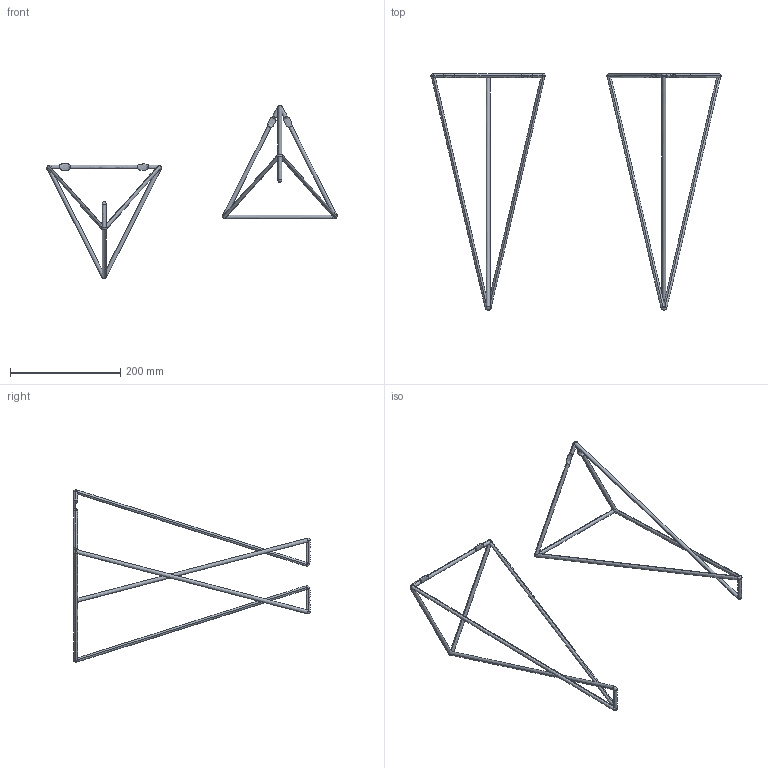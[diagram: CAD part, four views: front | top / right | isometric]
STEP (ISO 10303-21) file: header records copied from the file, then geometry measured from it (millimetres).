
FILE_DESCRIPTION(/* description */ (''),/* implementation_level */ '2;1');
FILE_NAME(/* name */ 'MatinForet_Separe',/* time_stamp */ '2017-08-12T19:57:03+02:00',/* author */ (''),/* organization */ (''),/* preprocessor_version */ 'ST-DEVELOPER v10',/* originating_system */ '',/* authorisation */ '');
FILE_SCHEMA (('CONFIG_CONTROL_DESIGN'));
Length unit declared in the file: centimetre
Products named in the file (1): 1
Bounding box: 525.82 x 428.08 x 313.28 mm (x, y, z)
Volume: 156508 mm3; surface area: 90195.9 mm2
Topology: 6 solids, 6 shells, 72 faces, 138 edges, 74 vertices
Faces by surface type: bspline 64, plane 8
Entity records: 5004 total; most frequent: CARTESIAN_POINT 4166, ORIENTED_EDGE 276, EDGE_CURVE 138, VERTEX_POINT 74, ADVANCED_FACE 72, FACE_OUTER_BOUND 72, EDGE_LOOP 72, DIRECTION 12
